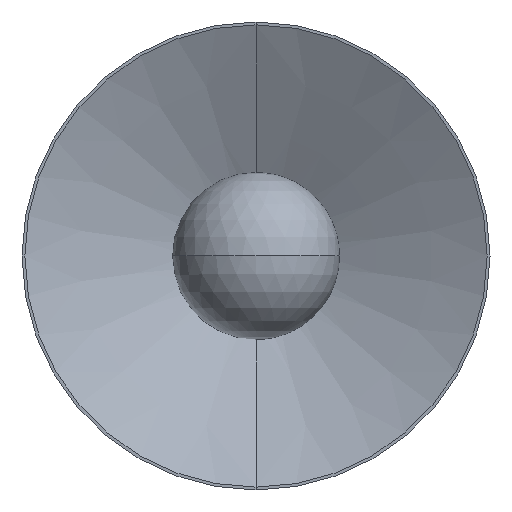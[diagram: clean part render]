
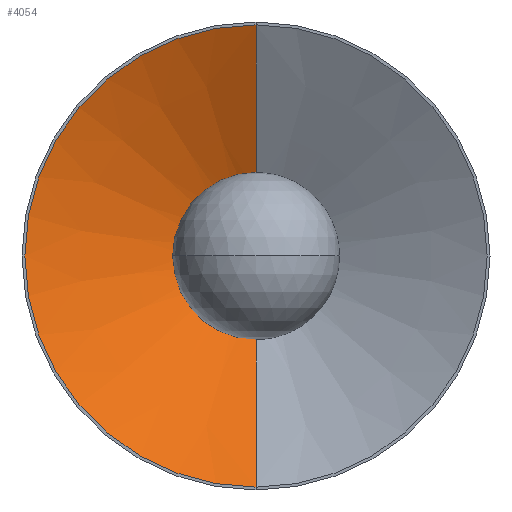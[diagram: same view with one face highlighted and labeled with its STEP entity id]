
A CAD part, top view. The second image highlights one B-rep face of the part: STEP entity #4054.
In plain terms, the highlighted conical face has half-angle 62.526 degrees and reference radius 172.833 mm.
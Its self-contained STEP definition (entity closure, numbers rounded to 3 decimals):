
#120 = CIRCLE ( 'NONE', #4062, 172.832 ) ;
#346 = CARTESIAN_POINT ( 'NONE',  ( 0., -49.972, 21.113 ) ) ;
#483 = ORIENTED_EDGE ( 'NONE', *, *, #637, .F. ) ;
#523 = VECTOR ( 'NONE', #3223, 1000. ) ;
#608 = AXIS2_PLACEMENT_3D ( 'NONE', #2383, #1392, #2701 ) ;
#637 = EDGE_CURVE ( 'NONE', #3081, #1690, #3537, .T. ) ;
#840 = DIRECTION ( 'NONE',  ( 0., 0., 1. ) ) ;
#886 = CONICAL_SURFACE ( 'NONE', #3453, 172.832, 1.091 ) ;
#1267 = DIRECTION ( 'NONE',  ( 0., -1., 0. ) ) ;
#1392 = DIRECTION ( 'NONE',  ( 0., 0., -1. ) ) ;
#1508 = CARTESIAN_POINT ( 'NONE',  ( 0., -172.832, 85. ) ) ;
#1690 = VERTEX_POINT ( 'NONE', #1508 ) ;
#2212 = DIRECTION ( 'NONE',  ( 0., 1., 0. ) ) ;
#2223 = ORIENTED_EDGE ( 'NONE', *, *, #4116, .F. ) ;
#2339 = CIRCLE ( 'NONE', #608, 49.972 ) ;
#2383 = CARTESIAN_POINT ( 'NONE',  ( 0., 0., 21.113 ) ) ;
#2536 = DIRECTION ( 'NONE',  ( 0., 0., -1. ) ) ;
#2566 = CARTESIAN_POINT ( 'NONE',  ( 0., 0., 85. ) ) ;
#2582 = CARTESIAN_POINT ( 'NONE',  ( 0., 0., 85. ) ) ;
#2643 = CARTESIAN_POINT ( 'NONE',  ( 0., 172.832, 85. ) ) ;
#2701 = DIRECTION ( 'NONE',  ( 0., -1., 0. ) ) ;
#2824 = ORIENTED_EDGE ( 'NONE', *, *, #3556, .T. ) ;
#2855 = CARTESIAN_POINT ( 'NONE',  ( 0., 49.972, 21.113 ) ) ;
#2876 = VERTEX_POINT ( 'NONE', #2855 ) ;
#3008 = ORIENTED_EDGE ( 'NONE', *, *, #3154, .T. ) ;
#3081 = VERTEX_POINT ( 'NONE', #346 ) ;
#3154 = EDGE_CURVE ( 'NONE', #3081, #2876, #2339, .T. ) ;
#3223 = DIRECTION ( 'NONE',  ( 0., -0.887, 0.461 ) ) ;
#3253 = VERTEX_POINT ( 'NONE', #2643 ) ;
#3453 = AXIS2_PLACEMENT_3D ( 'NONE', #2582, #840, #1267 ) ;
#3537 = LINE ( 'NONE', #3583, #523 ) ;
#3556 = EDGE_CURVE ( 'NONE', #2876, #3253, #4088, .T. ) ;
#3583 = CARTESIAN_POINT ( 'NONE',  ( 0., -172.832, 85. ) ) ;
#3679 = EDGE_LOOP ( 'NONE', ( #3008, #2824, #2223, #483 ) ) ;
#3777 = CARTESIAN_POINT ( 'NONE',  ( 0., 172.832, 85. ) ) ;
#4054 = ADVANCED_FACE ( 'NONE', ( #4173 ), #886, .F. ) ;
#4056 = VECTOR ( 'NONE', #4070, 1000. ) ;
#4062 = AXIS2_PLACEMENT_3D ( 'NONE', #2566, #2536, #2212 ) ;
#4070 = DIRECTION ( 'NONE',  ( 0., 0.887, 0.461 ) ) ;
#4088 = LINE ( 'NONE', #3777, #4056 ) ;
#4116 = EDGE_CURVE ( 'NONE', #1690, #3253, #120, .T. ) ;
#4173 = FACE_OUTER_BOUND ( 'NONE', #3679, .T. ) ;
